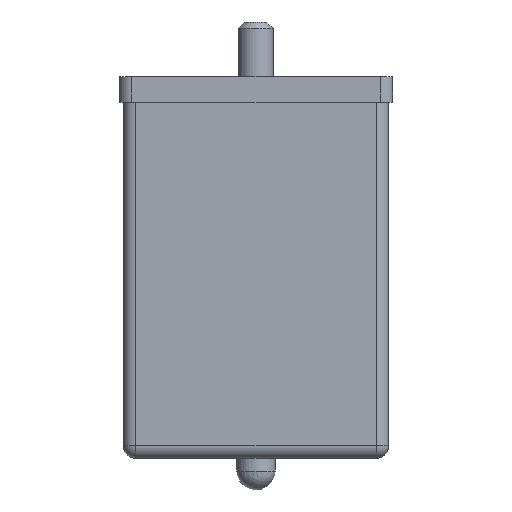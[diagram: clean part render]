
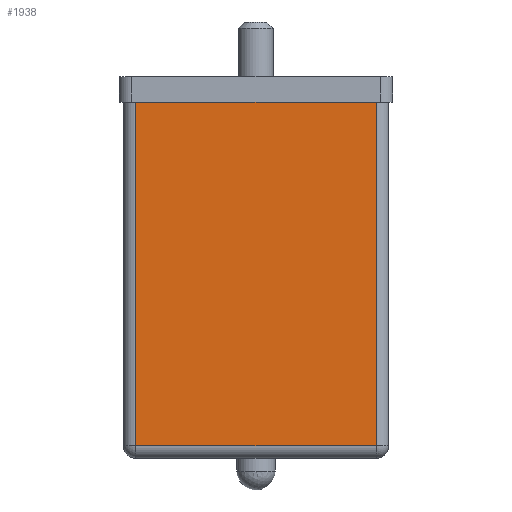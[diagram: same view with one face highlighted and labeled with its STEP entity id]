
A CAD part, left-side view. The second image highlights one B-rep face of the part: STEP entity #1938.
In plain terms, the highlighted planar face has unit normal (-1, 0, 0).
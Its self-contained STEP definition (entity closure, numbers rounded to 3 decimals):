
#774 = CARTESIAN_POINT ( 'NONE',  ( -13.7, 10.45, 28. ) ) ;
#775 = DIRECTION ( 'NONE',  ( 1., 0., 0. ) ) ;
#776 = DIRECTION ( 'NONE',  ( 0., 1., 0. ) ) ;
#781 = PLANE ( 'NONE',  #2807 ) ;
#1143 = LINE ( 'NONE', #4652, #6944 ) ;
#1144 = LINE ( 'NONE', #4645, #6695 ) ;
#1145 = LINE ( 'NONE', #4643, #6778 ) ;
#1146 = LINE ( 'NONE', #4641, #6696 ) ;
#1779 = FACE_OUTER_BOUND ( 'NONE', #6650, .T. ) ;
#1938 = ADVANCED_FACE ( 'NONE', ( #1779 ), #781, .F. ) ;
#2295 = EDGE_CURVE ( 'NONE', #3076, #3086, #1143, .T. ) ;
#2296 = EDGE_CURVE ( 'NONE', #3076, #3077, #1144, .T. ) ;
#2297 = EDGE_CURVE ( 'NONE', #3086, #3079, #1145, .T. ) ;
#2298 = EDGE_CURVE ( 'NONE', #3079, #3077, #1146, .T. ) ;
#2807 = AXIS2_PLACEMENT_3D ( 'NONE', #774, #775, #776 ) ;
#3076 = VERTEX_POINT ( 'NONE', #5232 ) ;
#3077 = VERTEX_POINT ( 'NONE', #5230 ) ;
#3079 = VERTEX_POINT ( 'NONE', #5228 ) ;
#3086 = VERTEX_POINT ( 'NONE', #5220 ) ;
#4640 = DIRECTION ( 'NONE',  ( 0., 0., 1. ) ) ;
#4641 = CARTESIAN_POINT ( 'NONE',  ( -13.7, -9.45, 28. ) ) ;
#4642 = DIRECTION ( 'NONE',  ( 0., -1., 0. ) ) ;
#4643 = CARTESIAN_POINT ( 'NONE',  ( -13.7, 10.45, 1. ) ) ;
#4644 = DIRECTION ( 'NONE',  ( 0., -1., 0. ) ) ;
#4645 = CARTESIAN_POINT ( 'NONE',  ( -13.7, 10.45, 28. ) ) ;
#4648 = DIRECTION ( 'NONE',  ( 0., 0., -1. ) ) ;
#4652 = CARTESIAN_POINT ( 'NONE',  ( -13.7, 9.45, 28. ) ) ;
#5220 = CARTESIAN_POINT ( 'NONE',  ( -13.7, 9.45, 1. ) ) ;
#5228 = CARTESIAN_POINT ( 'NONE',  ( -13.7, -9.45, 1. ) ) ;
#5230 = CARTESIAN_POINT ( 'NONE',  ( -13.7, -9.45, 28. ) ) ;
#5232 = CARTESIAN_POINT ( 'NONE',  ( -13.7, 9.45, 28. ) ) ;
#6548 = ORIENTED_EDGE ( 'NONE', *, *, #2296, .F. ) ;
#6549 = ORIENTED_EDGE ( 'NONE', *, *, #2297, .T. ) ;
#6550 = ORIENTED_EDGE ( 'NONE', *, *, #2295, .T. ) ;
#6551 = ORIENTED_EDGE ( 'NONE', *, *, #2298, .T. ) ;
#6650 = EDGE_LOOP ( 'NONE', ( #6548, #6550, #6549, #6551 ) ) ;
#6695 = VECTOR ( 'NONE', #4644, 1000. ) ;
#6696 = VECTOR ( 'NONE', #4640, 1000. ) ;
#6778 = VECTOR ( 'NONE', #4642, 1000. ) ;
#6944 = VECTOR ( 'NONE', #4648, 1000. ) ;
